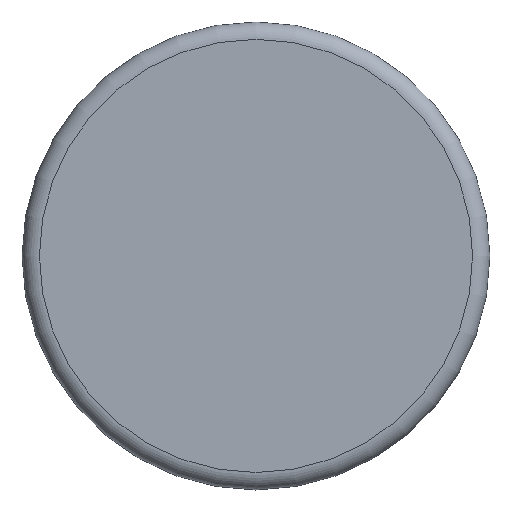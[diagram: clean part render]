
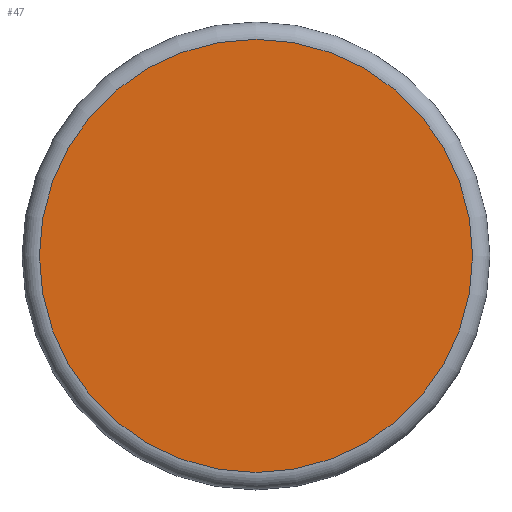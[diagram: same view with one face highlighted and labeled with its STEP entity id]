
A CAD part, top view. The second image highlights one B-rep face of the part: STEP entity #47.
In plain terms, the highlighted planar face has unit normal (0, 0, 1).
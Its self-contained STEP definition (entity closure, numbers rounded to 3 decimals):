
#47 = ADVANCED_FACE( '', ( #104 ), #105, .F. );
#104 = FACE_OUTER_BOUND( '', #177, .T. );
#105 = PLANE( '', #178 );
#177 = EDGE_LOOP( '', ( #250 ) );
#178 = AXIS2_PLACEMENT_3D( '', #251, #252, #253 );
#250 = ORIENTED_EDGE( '', *, *, #333, .T. );
#251 = CARTESIAN_POINT( '', ( 13.5, 0., 16.5 ) );
#252 = DIRECTION( '', ( 0., 0., -1. ) );
#253 = DIRECTION( '', ( -1., 0., 0. ) );
#333 = EDGE_CURVE( '', #367, #367, #368, .F. );
#367 = VERTEX_POINT( '', #416 );
#368 = CIRCLE( '', #417, 12.5 );
#416 = CARTESIAN_POINT( '', ( -12.5, 0., 16.5 ) );
#417 = AXIS2_PLACEMENT_3D( '', #465, #466, #467 );
#465 = CARTESIAN_POINT( '', ( 0., 0., 16.5 ) );
#466 = DIRECTION( '', ( 0., 0., -1. ) );
#467 = DIRECTION( '', ( -1., 0., 0. ) );
